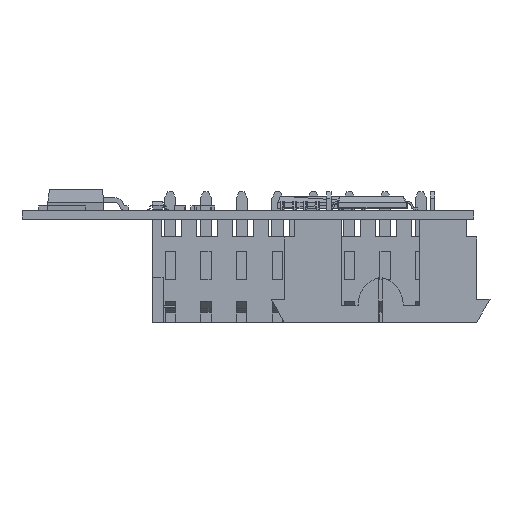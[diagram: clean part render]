
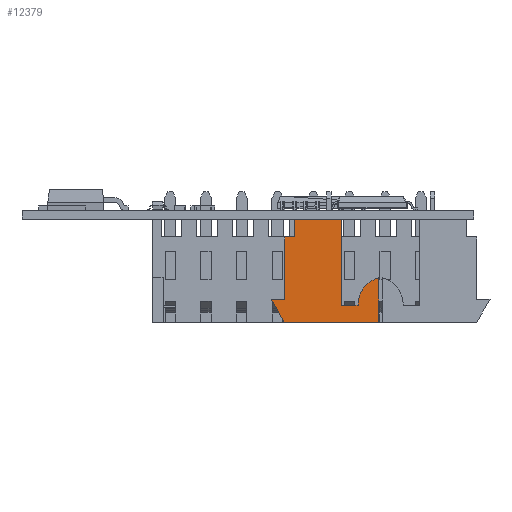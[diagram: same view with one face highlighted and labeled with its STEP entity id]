
A CAD part, left-side view. The second image highlights one B-rep face of the part: STEP entity #12379.
In plain terms, the highlighted face is planar.
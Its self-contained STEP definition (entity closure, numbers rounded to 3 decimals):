
#9907 = VERTEX_POINT('',#9908);
#9908 = CARTESIAN_POINT('',(15.799,10.414,-9.449));
#9914 = EDGE_CURVE('',#9907,#9915,#9917,.T.);
#9915 = VERTEX_POINT('',#9916);
#9916 = CARTESIAN_POINT('',(15.799,10.414,-2.54));
#9917 = LINE('',#9918,#9919);
#9918 = CARTESIAN_POINT('',(15.799,10.414,-9.449));
#9919 = VECTOR('',#9920,1.);
#9920 = DIRECTION('',(0.,0.,1.));
#10050 = VERTEX_POINT('',#10051);
#10051 = CARTESIAN_POINT('',(15.799,10.414,0.));
#10057 = EDGE_CURVE('',#10050,#10058,#10060,.T.);
#10058 = VERTEX_POINT('',#10059);
#10059 = CARTESIAN_POINT('',(15.799,0.,0.));
#10060 = LINE('',#10061,#10062);
#10061 = CARTESIAN_POINT('',(15.799,10.414,0.));
#10062 = VECTOR('',#10063,1.);
#10063 = DIRECTION('',(0.,-1.,0.));
#12329 = VERTEX_POINT('',#12330);
#12330 = CARTESIAN_POINT('',(15.799,11.887,-2.54));
#12336 = EDGE_CURVE('',#12329,#10050,#12337,.T.);
#12337 = LINE('',#12338,#12339);
#12338 = CARTESIAN_POINT('',(15.799,11.887,-2.54));
#12339 = VECTOR('',#12340,1.);
#12340 = DIRECTION('',(0.,-0.502,0.865));
#12367 = EDGE_CURVE('',#9915,#12329,#12368,.T.);
#12368 = LINE('',#12369,#12370);
#12369 = CARTESIAN_POINT('',(15.799,10.414,-2.54));
#12370 = VECTOR('',#12371,1.);
#12371 = DIRECTION('',(0.,1.,0.));
#12379 = ADVANCED_FACE('',(#12380),#12441,.T.);
#12380 = FACE_BOUND('',#12381,.F.);
#12381 = EDGE_LOOP('',(#12382,#12383,#12384,#12385,#12386,#12394,#12402,
    #12410,#12418,#12426,#12435));
#12382 = ORIENTED_EDGE('',*,*,#10057,.F.);
#12383 = ORIENTED_EDGE('',*,*,#12336,.F.);
#12384 = ORIENTED_EDGE('',*,*,#12367,.F.);
#12385 = ORIENTED_EDGE('',*,*,#9914,.F.);
#12386 = ORIENTED_EDGE('',*,*,#12387,.F.);
#12387 = EDGE_CURVE('',#12388,#9907,#12390,.T.);
#12388 = VERTEX_POINT('',#12389);
#12389 = CARTESIAN_POINT('',(15.799,9.271,-9.449));
#12390 = LINE('',#12391,#12392);
#12391 = CARTESIAN_POINT('',(15.799,9.271,-9.449));
#12392 = VECTOR('',#12393,1.);
#12393 = DIRECTION('',(0.,1.,0.));
#12394 = ORIENTED_EDGE('',*,*,#12395,.F.);
#12395 = EDGE_CURVE('',#12396,#12388,#12398,.T.);
#12396 = VERTEX_POINT('',#12397);
#12397 = CARTESIAN_POINT('',(15.799,9.271,-11.43));
#12398 = LINE('',#12399,#12400);
#12399 = CARTESIAN_POINT('',(15.799,9.271,-11.43));
#12400 = VECTOR('',#12401,1.);
#12401 = DIRECTION('',(0.,0.,1.));
#12402 = ORIENTED_EDGE('',*,*,#12403,.F.);
#12403 = EDGE_CURVE('',#12404,#12396,#12406,.T.);
#12404 = VERTEX_POINT('',#12405);
#12405 = CARTESIAN_POINT('',(15.799,4.064,-11.43));
#12406 = LINE('',#12407,#12408);
#12407 = CARTESIAN_POINT('',(15.799,4.064,-11.43));
#12408 = VECTOR('',#12409,1.);
#12409 = DIRECTION('',(0.,1.,0.));
#12410 = ORIENTED_EDGE('',*,*,#12411,.F.);
#12411 = EDGE_CURVE('',#12412,#12404,#12414,.T.);
#12412 = VERTEX_POINT('',#12413);
#12413 = CARTESIAN_POINT('',(15.799,4.064,-1.905));
#12414 = LINE('',#12415,#12416);
#12415 = CARTESIAN_POINT('',(15.799,4.064,-1.905));
#12416 = VECTOR('',#12417,1.);
#12417 = DIRECTION('',(0.,0.,-1.));
#12418 = ORIENTED_EDGE('',*,*,#12419,.F.);
#12419 = EDGE_CURVE('',#12420,#12412,#12422,.T.);
#12420 = VERTEX_POINT('',#12421);
#12421 = CARTESIAN_POINT('',(15.799,2.286,-1.905));
#12422 = LINE('',#12423,#12424);
#12423 = CARTESIAN_POINT('',(15.799,2.286,-1.905));
#12424 = VECTOR('',#12425,1.);
#12425 = DIRECTION('',(0.,1.,0.));
#12426 = ORIENTED_EDGE('',*,*,#12427,.F.);
#12427 = EDGE_CURVE('',#12428,#12420,#12430,.T.);
#12428 = VERTEX_POINT('',#12429);
#12429 = CARTESIAN_POINT('',(15.799,0.,-4.953));
#12430 = CIRCLE('',#12431,3.175);
#12431 = AXIS2_PLACEMENT_3D('',#12432,#12433,#12434);
#12432 = CARTESIAN_POINT('',(15.799,-0.889,-1.905));
#12433 = DIRECTION('',(1.,0.,0.));
#12434 = DIRECTION('',(0.,0.28,-0.96));
#12435 = ORIENTED_EDGE('',*,*,#12436,.F.);
#12436 = EDGE_CURVE('',#10058,#12428,#12437,.T.);
#12437 = LINE('',#12438,#12439);
#12438 = CARTESIAN_POINT('',(15.799,0.,0.));
#12439 = VECTOR('',#12440,1.);
#12440 = DIRECTION('',(0.,0.,-1.));
#12441 = PLANE('',#12442);
#12442 = AXIS2_PLACEMENT_3D('',#12443,#12444,#12445);
#12443 = CARTESIAN_POINT('',(15.799,0.,0.));
#12444 = DIRECTION('',(1.,0.,0.));
#12445 = DIRECTION('',(0.,0.,-1.));
